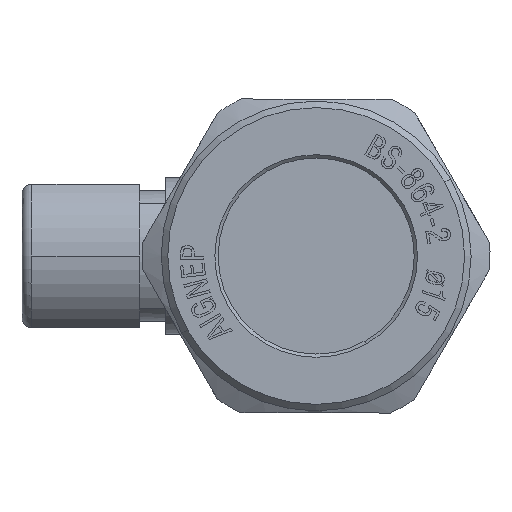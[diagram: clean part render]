
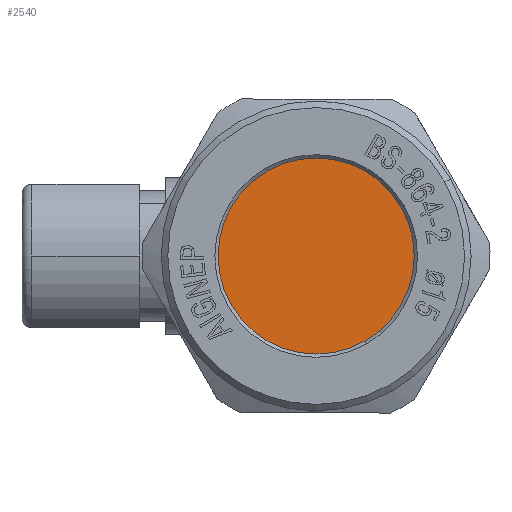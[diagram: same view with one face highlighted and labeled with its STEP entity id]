
A CAD part, left-side view. The second image highlights one B-rep face of the part: STEP entity #2540.
In plain terms, the highlighted planar face has unit normal (-1, 0, 0).
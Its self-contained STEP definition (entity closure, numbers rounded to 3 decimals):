
#2540 = ADVANCED_FACE ( 'NONE', ( #20025 ), #41341, .F. ) ;
#2935 = EDGE_CURVE ( 'NONE', #17546, #17563, #31614, .T. ) ;
#4879 = CARTESIAN_POINT ( 'NONE',  ( -26.863, 0., 0. ) ) ;
#4880 = DIRECTION ( 'NONE',  ( -1., 0., 0. ) ) ;
#4881 = DIRECTION ( 'NONE',  ( 0., 1., 0. ) ) ;
#6438 = AXIS2_PLACEMENT_3D ( 'NONE', #15225, #15226, #15227 ) ;
#8031 = ORIENTED_EDGE ( 'NONE', *, *, #8847, .T. ) ;
#8032 = ORIENTED_EDGE ( 'NONE', *, *, #2935, .T. ) ;
#8847 = EDGE_CURVE ( 'NONE', #17563, #17546, #11301, .T. ) ;
#8952 = AXIS2_PLACEMENT_3D ( 'NONE', #41344, #41351, #41353 ) ;
#11301 = CIRCLE ( 'NONE', #26872, 7.5 ) ;
#15225 = CARTESIAN_POINT ( 'NONE',  ( -26.863, 0., 0. ) ) ;
#15226 = DIRECTION ( 'NONE',  ( -1., 0., 0. ) ) ;
#15227 = DIRECTION ( 'NONE',  ( 0., 1., 0. ) ) ;
#17546 = VERTEX_POINT ( 'NONE', #37893 ) ;
#17563 = VERTEX_POINT ( 'NONE', #37910 ) ;
#19020 = EDGE_LOOP ( 'NONE', ( #8031, #8032 ) ) ;
#20025 = FACE_OUTER_BOUND ( 'NONE', #19020, .T. ) ;
#26872 = AXIS2_PLACEMENT_3D ( 'NONE', #4879, #4880, #4881 ) ;
#31614 = CIRCLE ( 'NONE', #6438, 7.5 ) ;
#37893 = CARTESIAN_POINT ( 'NONE',  ( -26.863, 3.739, 6.502 ) ) ;
#37910 = CARTESIAN_POINT ( 'NONE',  ( -26.863, -3.739, -6.502 ) ) ;
#41341 = PLANE ( 'NONE',  #8952 ) ;
#41344 = CARTESIAN_POINT ( 'NONE',  ( -26.863, 0., 0. ) ) ;
#41351 = DIRECTION ( 'NONE',  ( 1., 0., 0. ) ) ;
#41353 = DIRECTION ( 'NONE',  ( 0., 1., 0. ) ) ;
